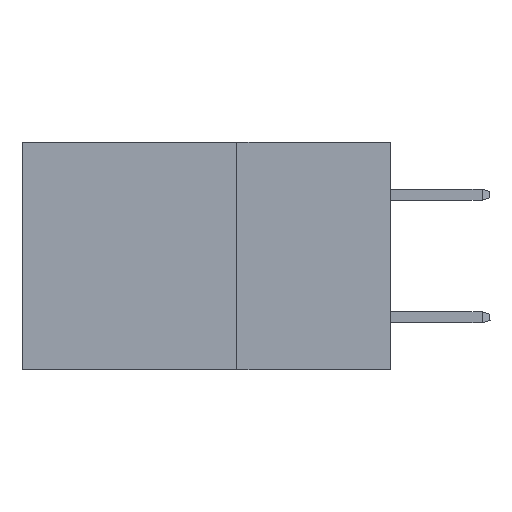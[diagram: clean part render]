
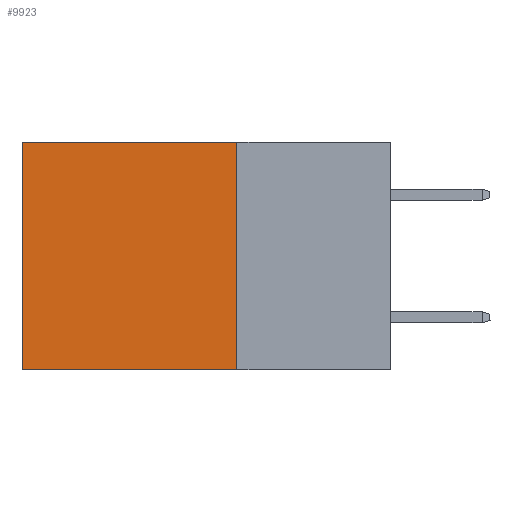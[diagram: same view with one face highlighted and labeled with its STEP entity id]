
A CAD part, left-side view. The second image highlights one B-rep face of the part: STEP entity #9923.
In plain terms, the highlighted planar face has unit normal (-1, 0, 0).
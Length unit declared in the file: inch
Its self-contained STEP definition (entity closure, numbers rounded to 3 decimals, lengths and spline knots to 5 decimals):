
#380 = EDGE_LOOP ( 'NONE', ( #2631, #10096, #2110, #3289 ) ) ;
#523 = VECTOR ( 'NONE', #7765, 39.37008 ) ;
#623 = EDGE_CURVE ( 'NONE', #1709, #5378, #9907, .T. ) ;
#1469 = CARTESIAN_POINT ( 'NONE',  ( 0.2875, 0.25, 0. ) ) ;
#1709 = VERTEX_POINT ( 'NONE', #2118 ) ;
#1769 = FACE_OUTER_BOUND ( 'NONE', #380, .T. ) ;
#1958 = EDGE_CURVE ( 'NONE', #7636, #7246, #9890, .T. ) ;
#1987 = AXIS2_PLACEMENT_3D ( 'NONE', #1469, #7870, #2271 ) ;
#2110 = ORIENTED_EDGE ( 'NONE', *, *, #623, .F. ) ;
#2118 = CARTESIAN_POINT ( 'NONE',  ( 0.2875, 0.25, 0. ) ) ;
#2271 = DIRECTION ( 'NONE',  ( 0., 0., -1. ) ) ;
#2631 = ORIENTED_EDGE ( 'NONE', *, *, #1958, .T. ) ;
#2738 = CARTESIAN_POINT ( 'NONE',  ( 0.2875, 0.25, -0.37 ) ) ;
#3289 = ORIENTED_EDGE ( 'NONE', *, *, #9469, .T. ) ;
#3842 = VECTOR ( 'NONE', #5872, 39.37008 ) ;
#4537 = CARTESIAN_POINT ( 'NONE',  ( 0.2875, 0.25, -0.37 ) ) ;
#4648 = PLANE ( 'NONE',  #1987 ) ;
#4755 = DIRECTION ( 'NONE',  ( 0., 0., -1. ) ) ;
#4978 = LINE ( 'NONE', #10085, #523 ) ;
#5249 = CARTESIAN_POINT ( 'NONE',  ( 0.2875, 0.6, 0. ) ) ;
#5304 = EDGE_CURVE ( 'NONE', #5378, #7246, #7999, .T. ) ;
#5378 = VERTEX_POINT ( 'NONE', #2738 ) ;
#5543 = CARTESIAN_POINT ( 'NONE',  ( 0.2875, 0.6, 0. ) ) ;
#5656 = CARTESIAN_POINT ( 'NONE',  ( 0.2875, 0.6, -0.37 ) ) ;
#5872 = DIRECTION ( 'NONE',  ( 0., 1., 0. ) ) ;
#6608 = VECTOR ( 'NONE', #8496, 39.37008 ) ;
#6865 = CARTESIAN_POINT ( 'NONE',  ( 0.2875, 0.25, 0. ) ) ;
#7208 = VECTOR ( 'NONE', #4755, 39.37008 ) ;
#7246 = VERTEX_POINT ( 'NONE', #5656 ) ;
#7636 = VERTEX_POINT ( 'NONE', #5249 ) ;
#7765 = DIRECTION ( 'NONE',  ( 0., 1., 0. ) ) ;
#7870 = DIRECTION ( 'NONE',  ( 1., 0., 0. ) ) ;
#7999 = LINE ( 'NONE', #4537, #3842 ) ;
#8496 = DIRECTION ( 'NONE',  ( 0., 0., -1. ) ) ;
#9469 = EDGE_CURVE ( 'NONE', #1709, #7636, #4978, .T. ) ;
#9890 = LINE ( 'NONE', #5543, #7208 ) ;
#9907 = LINE ( 'NONE', #6865, #6608 ) ;
#9923 = ADVANCED_FACE ( 'NONE', ( #1769 ), #4648, .F. ) ;
#10085 = CARTESIAN_POINT ( 'NONE',  ( 0.2875, 0.25, 0. ) ) ;
#10096 = ORIENTED_EDGE ( 'NONE', *, *, #5304, .F. ) ;
